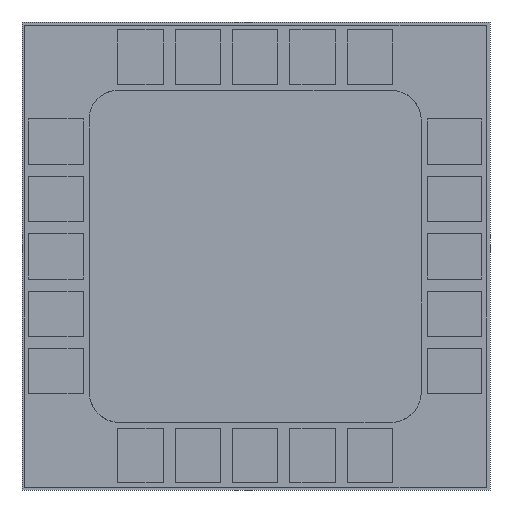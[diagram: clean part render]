
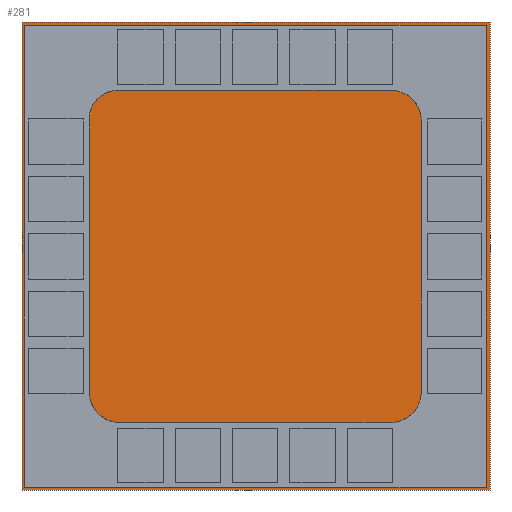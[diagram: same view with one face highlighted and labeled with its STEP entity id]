
A CAD part, front view. The second image highlights one B-rep face of the part: STEP entity #281.
In plain terms, the highlighted planar face has unit normal (0, -1, 0).
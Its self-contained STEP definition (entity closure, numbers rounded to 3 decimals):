
#7 = FACE_OUTER_BOUND ( 'NONE', #2282, .T. ) ;
#14 = LINE ( 'NONE', #3655, #1981 ) ;
#46 = AXIS2_PLACEMENT_3D ( 'NONE', #76, #1857, #819 ) ;
#76 = CARTESIAN_POINT ( 'NONE',  ( 0., 0., 0. ) ) ;
#141 = CARTESIAN_POINT ( 'NONE',  ( 7.75, 0., 7.75 ) ) ;
#173 = CARTESIAN_POINT ( 'NONE',  ( 7.75, 0., -7.75 ) ) ;
#281 = ADVANCED_FACE ( 'NONE', ( #7 ), #2239, .F. ) ;
#427 = EDGE_CURVE ( 'NONE', #2424, #2119, #3782, .T. ) ;
#446 = CARTESIAN_POINT ( 'NONE',  ( -7.75, 0., -7.75 ) ) ;
#782 = LINE ( 'NONE', #446, #3928 ) ;
#788 = ORIENTED_EDGE ( 'NONE', *, *, #1497, .T. ) ;
#819 = DIRECTION ( 'NONE',  ( 1., 0., 0. ) ) ;
#931 = EDGE_CURVE ( 'NONE', #2119, #2725, #1845, .T. ) ;
#1183 = EDGE_CURVE ( 'NONE', #2725, #1290, #782, .T. ) ;
#1240 = CARTESIAN_POINT ( 'NONE',  ( -7.75, 0., -7.75 ) ) ;
#1290 = VERTEX_POINT ( 'NONE', #1240 ) ;
#1497 = EDGE_CURVE ( 'NONE', #1290, #2424, #14, .T. ) ;
#1646 = ORIENTED_EDGE ( 'NONE', *, *, #1183, .T. ) ;
#1838 = CARTESIAN_POINT ( 'NONE',  ( -7.75, 0., 7.75 ) ) ;
#1845 = LINE ( 'NONE', #2902, #2789 ) ;
#1857 = DIRECTION ( 'NONE',  ( 0., 1., 0. ) ) ;
#1981 = VECTOR ( 'NONE', #2274, 1000. ) ;
#2119 = VERTEX_POINT ( 'NONE', #141 ) ;
#2239 = PLANE ( 'NONE',  #46 ) ;
#2274 = DIRECTION ( 'NONE',  ( 1., 0., 0. ) ) ;
#2282 = EDGE_LOOP ( 'NONE', ( #4557, #1646, #788, #2784 ) ) ;
#2424 = VERTEX_POINT ( 'NONE', #3182 ) ;
#2725 = VERTEX_POINT ( 'NONE', #1838 ) ;
#2784 = ORIENTED_EDGE ( 'NONE', *, *, #427, .T. ) ;
#2789 = VECTOR ( 'NONE', #4372, 1000. ) ;
#2902 = CARTESIAN_POINT ( 'NONE',  ( -7.75, 0., 7.75 ) ) ;
#3048 = DIRECTION ( 'NONE',  ( 0., 0., 1. ) ) ;
#3182 = CARTESIAN_POINT ( 'NONE',  ( 7.75, 0., -7.75 ) ) ;
#3360 = DIRECTION ( 'NONE',  ( 0., 0., -1. ) ) ;
#3655 = CARTESIAN_POINT ( 'NONE',  ( -7.75, 0., -7.75 ) ) ;
#3782 = LINE ( 'NONE', #173, #3992 ) ;
#3928 = VECTOR ( 'NONE', #3360, 1000. ) ;
#3992 = VECTOR ( 'NONE', #3048, 1000. ) ;
#4372 = DIRECTION ( 'NONE',  ( -1., 0., 0. ) ) ;
#4557 = ORIENTED_EDGE ( 'NONE', *, *, #931, .T. ) ;
